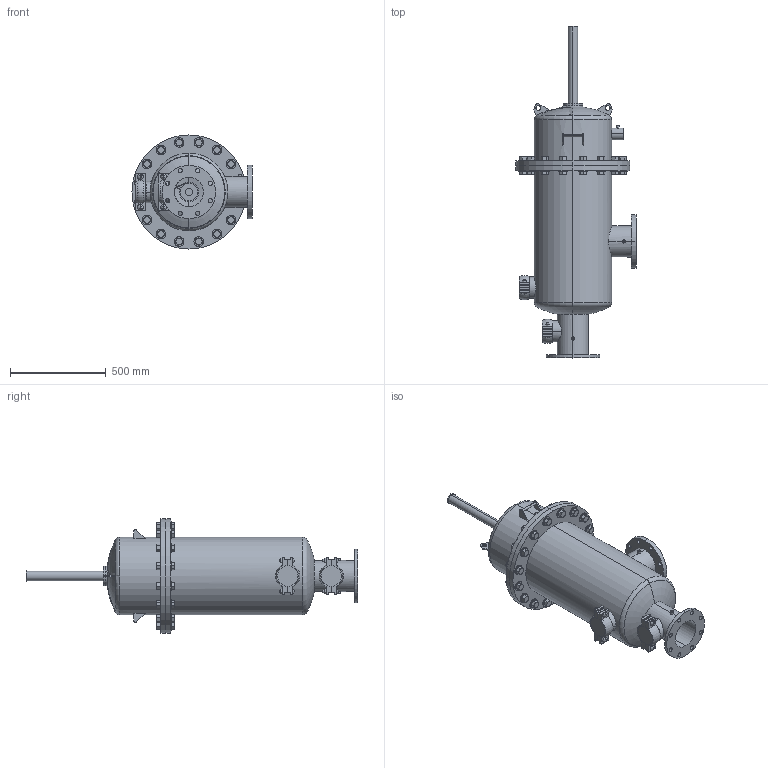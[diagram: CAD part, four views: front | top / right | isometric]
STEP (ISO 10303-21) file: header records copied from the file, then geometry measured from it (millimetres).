
FILE_DESCRIPTION (( 'STEP AP203' ), '1' );
FILE_NAME ('E6-90.STEP', '2020-09-25T10:28:26', ( '' ), ( '' ), 'SwSTEP 2.0', 'SolidWorks 2018', '' );
FILE_SCHEMA (( 'CONFIG_CONTROL_DESIGN' ));
Length unit declared in the file: inch
Products named in the file (1): E6-90
Bounding box: 628.67 x 1737.53 x 596.95 mm (x, y, z)
Volume: 21426303.8 mm3; surface area: 5052392.4 mm2
Topology: 30 solids, 30 shells, 1425 faces, 3200 edges, 1981 vertices
Faces by surface type: plane 513, cylinder 452, cone 432, torus 20, sphere 8
Entity records: 45927 total; most frequent: CARTESIAN_POINT 14572, DIRECTION 6476, ORIENTED_EDGE 6396, EDGE_CURVE 3198, AXIS2_PLACEMENT_3D 2784, VERTEX_POINT 1980, EDGE_LOOP 1714, ADVANCED_FACE 1425
